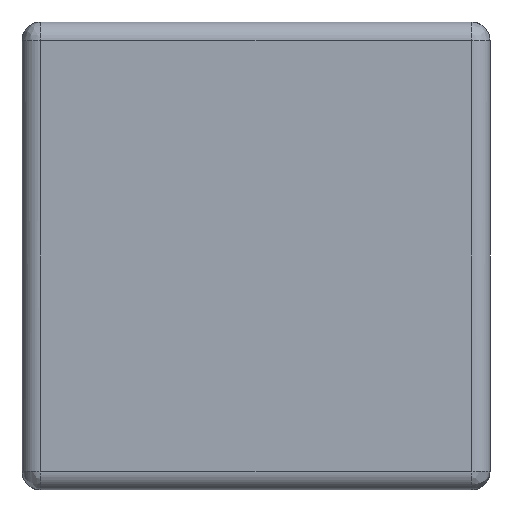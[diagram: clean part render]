
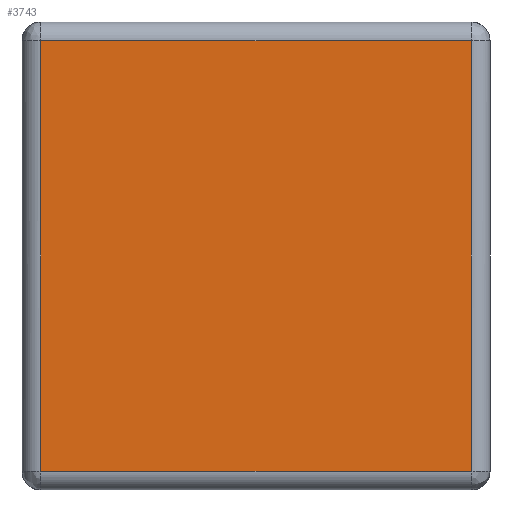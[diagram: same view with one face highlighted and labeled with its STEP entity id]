
A CAD part, left-side view. The second image highlights one B-rep face of the part: STEP entity #3743.
In plain terms, the highlighted free-form (B-spline) face has degree [1, 1] with [2, 2] control points.
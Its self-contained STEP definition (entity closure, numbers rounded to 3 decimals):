
#3743 = ADVANCED_FACE('',(#3744),#3774,.T.);
#3744 = FACE_BOUND('',#3745,.T.);
#3745 = EDGE_LOOP('',(#3746,#3755,#3762,#3769));
#3746 = ORIENTED_EDGE('',*,*,#3747,.T.);
#3747 = EDGE_CURVE('',#3748,#3750,#3752,.T.);
#3748 = VERTEX_POINT('',#3749);
#3749 = CARTESIAN_POINT('',(-0.5,-0.23,0.48));
#3750 = VERTEX_POINT('',#3751);
#3751 = CARTESIAN_POINT('',(-0.5,0.23,0.48));
#3752 = B_SPLINE_CURVE_WITH_KNOTS('',1,(#3753,#3754),.UNSPECIFIED.,.F.,
  .F.,(2,2),(-0.48,-0.02),.PIECEWISE_BEZIER_KNOTS.);
#3753 = CARTESIAN_POINT('',(-0.5,-0.23,0.48));
#3754 = CARTESIAN_POINT('',(-0.5,0.23,0.48));
#3755 = ORIENTED_EDGE('',*,*,#3756,.T.);
#3756 = EDGE_CURVE('',#3750,#3757,#3759,.T.);
#3757 = VERTEX_POINT('',#3758);
#3758 = CARTESIAN_POINT('',(-0.5,0.23,0.02));
#3759 = B_SPLINE_CURVE_WITH_KNOTS('',1,(#3760,#3761),.UNSPECIFIED.,.F.,
  .F.,(2,2),(-0.48,-0.02),.PIECEWISE_BEZIER_KNOTS.);
#3760 = CARTESIAN_POINT('',(-0.5,0.23,0.48));
#3761 = CARTESIAN_POINT('',(-0.5,0.23,0.02));
#3762 = ORIENTED_EDGE('',*,*,#3763,.T.);
#3763 = EDGE_CURVE('',#3757,#3764,#3766,.T.);
#3764 = VERTEX_POINT('',#3765);
#3765 = CARTESIAN_POINT('',(-0.5,-0.23,0.02));
#3766 = B_SPLINE_CURVE_WITH_KNOTS('',1,(#3767,#3768),.UNSPECIFIED.,.F.,
  .F.,(2,2),(-0.48,-0.02),.PIECEWISE_BEZIER_KNOTS.);
#3767 = CARTESIAN_POINT('',(-0.5,0.23,0.02));
#3768 = CARTESIAN_POINT('',(-0.5,-0.23,0.02));
#3769 = ORIENTED_EDGE('',*,*,#3770,.T.);
#3770 = EDGE_CURVE('',#3764,#3748,#3771,.T.);
#3771 = B_SPLINE_CURVE_WITH_KNOTS('',1,(#3772,#3773),.UNSPECIFIED.,.F.,
  .F.,(2,2),(-0.48,-0.02),.PIECEWISE_BEZIER_KNOTS.);
#3772 = CARTESIAN_POINT('',(-0.5,-0.23,0.02));
#3773 = CARTESIAN_POINT('',(-0.5,-0.23,0.48));
#3774 = B_SPLINE_SURFACE_WITH_KNOTS('',1,1,(
    (#3775,#3776)
    ,(#3777,#3778
    )),.UNSPECIFIED.,.F.,.F.,.F.,(2,2),(2,2),(-0.23,0.23),(-0.23,0.23),
  .PIECEWISE_BEZIER_KNOTS.);
#3775 = CARTESIAN_POINT('',(-0.5,0.23,0.48));
#3776 = CARTESIAN_POINT('',(-0.5,-0.23,0.48));
#3777 = CARTESIAN_POINT('',(-0.5,0.23,0.02));
#3778 = CARTESIAN_POINT('',(-0.5,-0.23,0.02));
